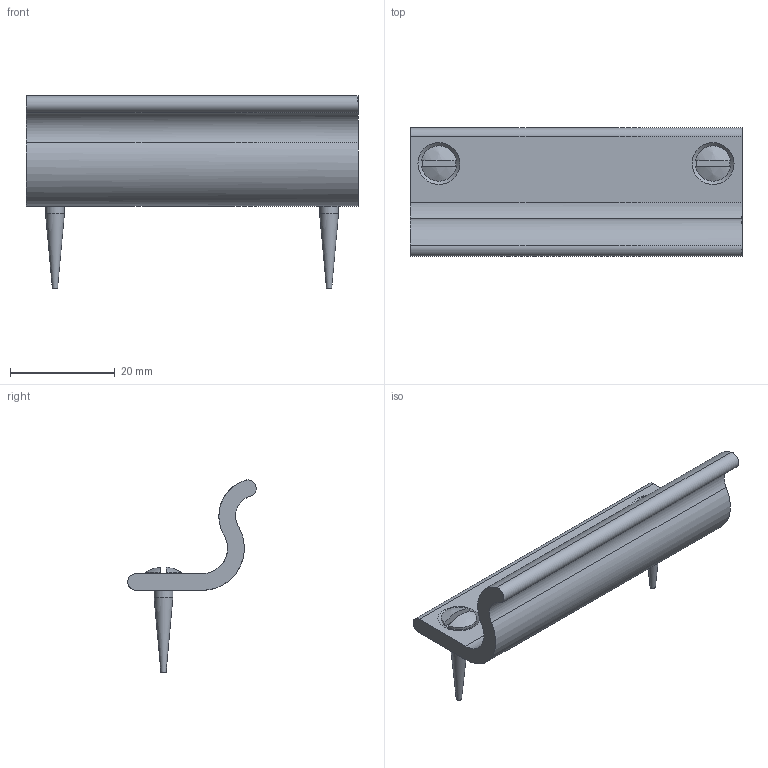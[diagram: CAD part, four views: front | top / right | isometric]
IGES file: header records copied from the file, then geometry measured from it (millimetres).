
Global section: file name: P2636; native system: Autodesk Inventor 2018; preprocessor: unknown; author: ashami; date: 20180911.110934; units: millimetre
Bounding box: 63.35 x 24.49 x 36.66 mm (x, y, z)
Volume: 7962.8 mm3; surface area: 5951.3 mm2
Topology: 3 solids, 3 shells, 38 faces, 100 edges, 68 vertices
Faces by surface type: bspline 38
